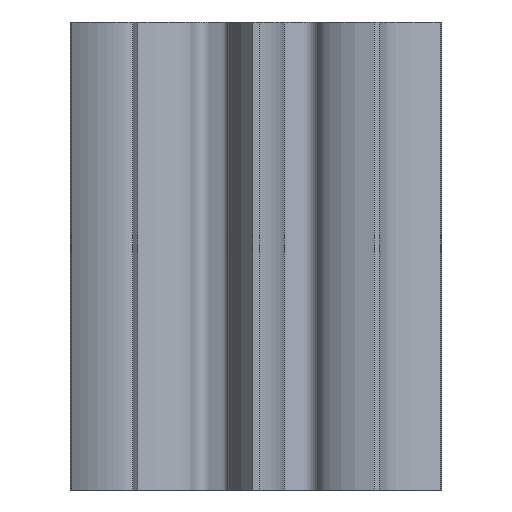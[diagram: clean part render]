
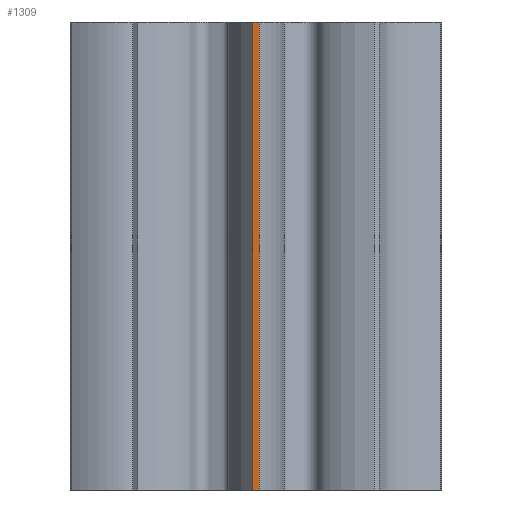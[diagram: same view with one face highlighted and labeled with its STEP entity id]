
A CAD part, left-side view. The second image highlights one B-rep face of the part: STEP entity #1309.
In plain terms, the highlighted cylindrical face has radius 7.645 mm (diameter 15.29 mm), a partial arc.
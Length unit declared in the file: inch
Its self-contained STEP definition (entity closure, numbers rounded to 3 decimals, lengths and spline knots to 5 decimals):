
#110 = AXIS2_PLACEMENT_3D ( 'NONE', #4995, #1969, #978 ) ;
#173 = CARTESIAN_POINT ( 'NONE',  ( 0., 0., 0.375 ) ) ;
#483 = FACE_OUTER_BOUND ( 'NONE', #4704, .T. ) ;
#635 = VERTEX_POINT ( 'NONE', #4882 ) ;
#704 = DIRECTION ( 'NONE',  ( 0., 0., 1. ) ) ;
#978 = DIRECTION ( 'NONE',  ( 1., 0., 0. ) ) ;
#1076 = CYLINDRICAL_SURFACE ( 'NONE', #110, 0.30098 ) ;
#1222 = ORIENTED_EDGE ( 'NONE', *, *, #2823, .F. ) ;
#1309 = ADVANCED_FACE ( 'NONE', ( #483 ), #1076, .T. ) ;
#1313 = DIRECTION ( 'NONE',  ( 1., 0., 0. ) ) ;
#1379 = DIRECTION ( 'NONE',  ( 0., 0., 1. ) ) ;
#1473 = CARTESIAN_POINT ( 'NONE',  ( -0.30093, -0.00544, -0.375 ) ) ;
#1486 = AXIS2_PLACEMENT_3D ( 'NONE', #5782, #1379, #1313 ) ;
#1618 = ORIENTED_EDGE ( 'NONE', *, *, #5717, .F. ) ;
#1743 = DIRECTION ( 'NONE',  ( 0., 0., -1. ) ) ;
#1969 = DIRECTION ( 'NONE',  ( 0., 0., 1. ) ) ;
#1998 = DIRECTION ( 'NONE',  ( 0., 0., -1. ) ) ;
#2062 = ORIENTED_EDGE ( 'NONE', *, *, #2405, .T. ) ;
#2257 = ORIENTED_EDGE ( 'NONE', *, *, #3586, .T. ) ;
#2308 = LINE ( 'NONE', #4334, #3288 ) ;
#2405 = EDGE_CURVE ( 'NONE', #3206, #5490, #4030, .T. ) ;
#2823 = EDGE_CURVE ( 'NONE', #635, #5237, #5818, .T. ) ;
#2992 = LINE ( 'NONE', #6524, #6292 ) ;
#3187 = AXIS2_PLACEMENT_3D ( 'NONE', #173, #704, #5667 ) ;
#3206 = VERTEX_POINT ( 'NONE', #5433 ) ;
#3288 = VECTOR ( 'NONE', #1743, 39.37008 ) ;
#3586 = EDGE_CURVE ( 'NONE', #635, #3206, #2308, .T. ) ;
#4030 = CIRCLE ( 'NONE', #1486, 0.30098 ) ;
#4334 = CARTESIAN_POINT ( 'NONE',  ( -0.30093, 0.00544, 0.375 ) ) ;
#4704 = EDGE_LOOP ( 'NONE', ( #2257, #2062, #1618, #1222 ) ) ;
#4882 = CARTESIAN_POINT ( 'NONE',  ( -0.30093, 0.00544, 0.375 ) ) ;
#4995 = CARTESIAN_POINT ( 'NONE',  ( 0., 0., 0. ) ) ;
#5237 = VERTEX_POINT ( 'NONE', #6047 ) ;
#5433 = CARTESIAN_POINT ( 'NONE',  ( -0.30093, 0.00544, -0.375 ) ) ;
#5490 = VERTEX_POINT ( 'NONE', #1473 ) ;
#5667 = DIRECTION ( 'NONE',  ( 1., 0., 0. ) ) ;
#5717 = EDGE_CURVE ( 'NONE', #5237, #5490, #2992, .T. ) ;
#5782 = CARTESIAN_POINT ( 'NONE',  ( 0., 0., -0.375 ) ) ;
#5818 = CIRCLE ( 'NONE', #3187, 0.30098 ) ;
#6047 = CARTESIAN_POINT ( 'NONE',  ( -0.30093, -0.00544, 0.375 ) ) ;
#6292 = VECTOR ( 'NONE', #1998, 39.37008 ) ;
#6524 = CARTESIAN_POINT ( 'NONE',  ( -0.30093, -0.00544, 0.375 ) ) ;
